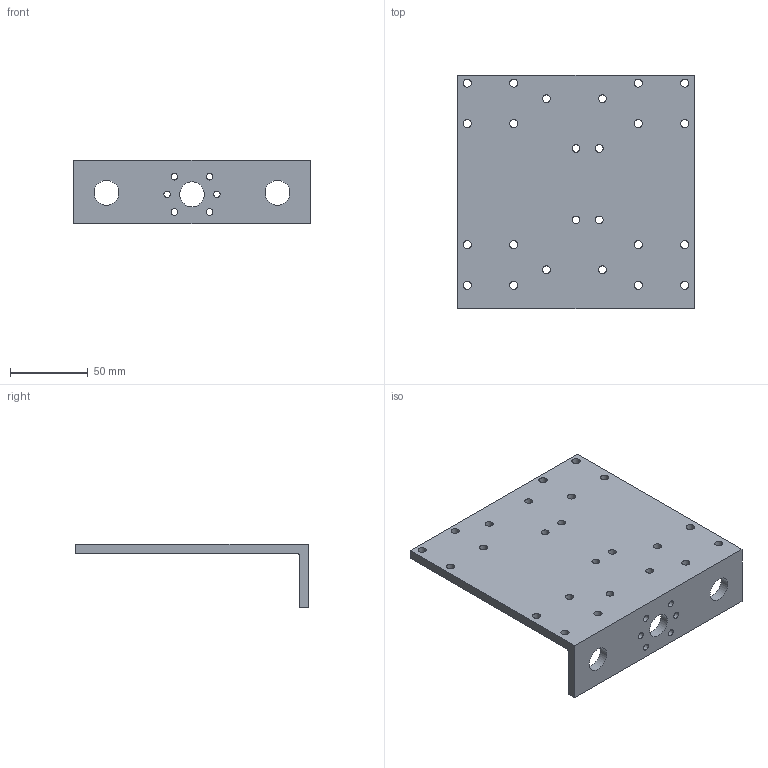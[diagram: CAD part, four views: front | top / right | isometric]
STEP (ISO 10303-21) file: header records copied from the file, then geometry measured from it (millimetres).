
FILE_DESCRIPTION(('FreeCAD Model'),'2;1');
FILE_NAME('platform-x.step', '2015-10-25T15:54:16',('Author'),(''), 'Open CASCADE STEP processor 6.8','FreeCAD','Unknown');
FILE_SCHEMA(('AUTOMOTIVE_DESIGN_CC2 { 1 2 10303 214 -1 1 5 4 }'));
Length unit declared in the file: millimetre
Products named in the file (1): platform-x
Bounding box: 152 x 150 x 41 mm (x, y, z)
Volume: 161620.5 mm3; surface area: 61542.4 mm2
Topology: 1 solids, 1 shells, 42 faces, 124 edges, 84 vertices
Faces by surface type: cylinder 34, plane 8
Full cylindrical faces by diameter (mm): 4.25 x6, 5 x8, 5.25 x16, 16 x3
Entity records: 3213 total; most frequent: DIRECTION 526, CARTESIAN_POINT 499, ORIENTED_EDGE 248, PCURVE 248, DEFINITIONAL_REPRESENTATION 248, LINE 236, VECTOR 236, CIRCLE 136
